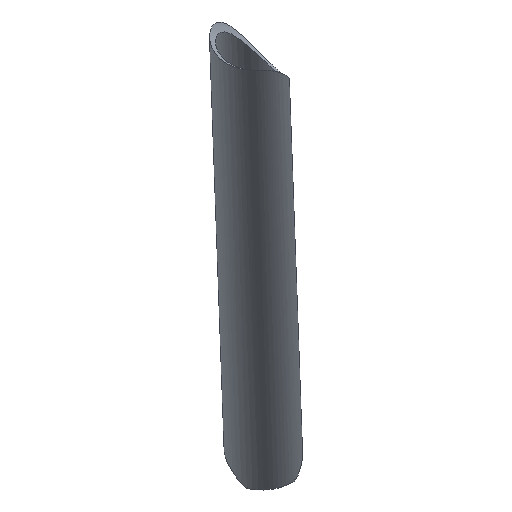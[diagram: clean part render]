
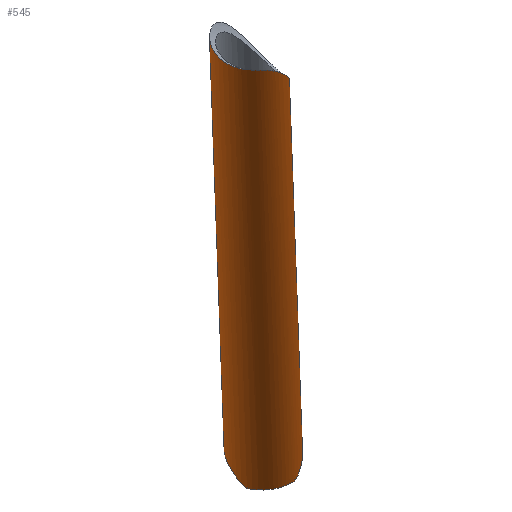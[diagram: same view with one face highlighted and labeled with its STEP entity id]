
A CAD part, top view. The second image highlights one B-rep face of the part: STEP entity #545.
In plain terms, the highlighted cylindrical face has radius 10 mm (diameter 20 mm), a partial arc.
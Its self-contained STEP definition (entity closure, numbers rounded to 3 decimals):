
#167=CARTESIAN_POINT('Vertex',(-1938.955,299.695,101.531)) ;
#171=CARTESIAN_POINT('Control Point',(-1938.955,299.695,101.531)) ;
#172=CARTESIAN_POINT('Control Point',(-1938.915,298.564,102.38)) ;
#173=CARTESIAN_POINT('Control Point',(-1938.623,297.378,103.144)) ;
#174=CARTESIAN_POINT('Control Point',(-1938.081,296.244,103.856)) ;
#175=CARTESIAN_POINT('Control Point',(-1936.619,294.279,105.096)) ;
#176=CARTESIAN_POINT('Control Point',(-1934.48,292.836,106.015)) ;
#177=CARTESIAN_POINT('Control Point',(-1933.337,292.292,106.361)) ;
#178=CARTESIAN_POINT('Control Point',(-1932.108,291.904,106.584)) ;
#179=CARTESIAN_POINT('Control Point',(-1930.846,291.646,106.638)) ;
#180=CARTESIAN_POINT('Vertex',(-1930.846,291.646,106.638)) ;
#221=CARTESIAN_POINT('Control Point',(-1930.846,291.646,106.638)) ;
#222=CARTESIAN_POINT('Control Point',(-1930.266,291.528,106.663)) ;
#223=CARTESIAN_POINT('Control Point',(-1929.678,291.437,106.653)) ;
#224=CARTESIAN_POINT('Control Point',(-1929.088,291.371,106.602)) ;
#225=CARTESIAN_POINT('Control Point',(-1927.848,291.278,106.4)) ;
#226=CARTESIAN_POINT('Control Point',(-1926.66,291.254,105.98)) ;
#227=CARTESIAN_POINT('Control Point',(-1926.058,291.253,105.693)) ;
#228=CARTESIAN_POINT('Control Point',(-1925.061,291.252,105.077)) ;
#229=CARTESIAN_POINT('Control Point',(-1924.189,291.233,104.296)) ;
#230=CARTESIAN_POINT('Control Point',(-1923.838,291.22,103.932)) ;
#231=CARTESIAN_POINT('Control Point',(-1922.641,291.147,102.525)) ;
#232=CARTESIAN_POINT('Control Point',(-1921.743,290.989,100.896)) ;
#233=CARTESIAN_POINT('Control Point',(-1921.208,290.835,99.672)) ;
#234=CARTESIAN_POINT('Control Point',(-1920.391,290.532,97.433)) ;
#235=CARTESIAN_POINT('Control Point',(-1919.783,290.205,95.132)) ;
#236=CARTESIAN_POINT('Control Point',(-1919.549,290.062,94.11)) ;
#237=CARTESIAN_POINT('Control Point',(-1919.079,289.741,91.735)) ;
#238=CARTESIAN_POINT('Control Point',(-1918.768,289.465,89.328)) ;
#239=CARTESIAN_POINT('Control Point',(-1918.642,289.332,87.957)) ;
#240=CARTESIAN_POINT('Control Point',(-1918.57,289.23,86.578)) ;
#241=CARTESIAN_POINT('Control Point',(-1918.568,289.179,85.196)) ;
#242=CARTESIAN_POINT('Vertex',(-1918.568,289.179,85.196)) ;
#321=CARTESIAN_POINT('Vertex',(-1935.229,194.914,-50.928)) ;
#324=CARTESIAN_POINT('Line Origine',(-1937.066,246.574,24.239)) ;
#329=CARTESIAN_POINT('Line Origine',(-1917.079,247.285,24.239)) ;
#333=CARTESIAN_POINT('Vertex',(-1915.195,194.311,-52.84)) ;
#461=CARTESIAN_POINT('Control Point',(-1929.404,184.733,-50.301)) ;
#462=CARTESIAN_POINT('Control Point',(-1930.092,185.33,-49.997)) ;
#463=CARTESIAN_POINT('Control Point',(-1930.751,185.979,-49.729)) ;
#464=CARTESIAN_POINT('Control Point',(-1931.384,186.673,-49.513)) ;
#465=CARTESIAN_POINT('Control Point',(-1932.46,187.998,-49.23)) ;
#466=CARTESIAN_POINT('Control Point',(-1933.395,189.448,-49.181)) ;
#467=CARTESIAN_POINT('Control Point',(-1933.776,190.112,-49.21)) ;
#468=CARTESIAN_POINT('Control Point',(-1934.46,191.485,-49.389)) ;
#469=CARTESIAN_POINT('Control Point',(-1934.933,192.887,-49.832)) ;
#470=CARTESIAN_POINT('Control Point',(-1935.107,193.591,-50.127)) ;
#471=CARTESIAN_POINT('Control Point',(-1935.207,194.272,-50.496)) ;
#472=CARTESIAN_POINT('Control Point',(-1935.229,194.914,-50.928)) ;
#473=CARTESIAN_POINT('Vertex',(-1929.404,184.733,-50.301)) ;
#504=CARTESIAN_POINT('Axis2P3D Location',(-1927.073,246.93,24.239)) ;
#510=CARTESIAN_POINT('Control Point',(-1929.404,184.733,-50.301)) ;
#511=CARTESIAN_POINT('Control Point',(-1928.547,184.549,-49.848)) ;
#512=CARTESIAN_POINT('Control Point',(-1927.627,184.414,-49.495)) ;
#513=CARTESIAN_POINT('Control Point',(-1926.661,184.337,-49.255)) ;
#514=CARTESIAN_POINT('Control Point',(-1924.945,184.315,-49.053)) ;
#515=CARTESIAN_POINT('Control Point',(-1923.241,184.485,-49.215)) ;
#516=CARTESIAN_POINT('Control Point',(-1922.532,184.592,-49.349)) ;
#517=CARTESIAN_POINT('Control Point',(-1920.752,184.954,-49.853)) ;
#518=CARTESIAN_POINT('Control Point',(-1919.166,185.522,-50.727)) ;
#519=CARTESIAN_POINT('Control Point',(-1918.295,185.941,-51.381)) ;
#520=CARTESIAN_POINT('Control Point',(-1917.539,186.416,-52.124)) ;
#521=CARTESIAN_POINT('Control Point',(-1916.906,186.957,-52.92)) ;
#522=CARTESIAN_POINT('Vertex',(-1916.906,186.957,-52.92)) ;
#526=CARTESIAN_POINT('Control Point',(-1916.906,186.957,-52.92)) ;
#527=CARTESIAN_POINT('Control Point',(-1916.578,187.524,-52.94)) ;
#528=CARTESIAN_POINT('Control Point',(-1916.302,188.124,-52.914)) ;
#529=CARTESIAN_POINT('Control Point',(-1916.065,188.734,-52.881)) ;
#530=CARTESIAN_POINT('Control Point',(-1915.594,190.189,-52.801)) ;
#531=CARTESIAN_POINT('Control Point',(-1915.309,191.694,-52.752)) ;
#532=CARTESIAN_POINT('Control Point',(-1915.204,192.565,-52.749)) ;
#533=CARTESIAN_POINT('Control Point',(-1915.164,193.44,-52.776)) ;
#534=CARTESIAN_POINT('Control Point',(-1915.195,194.311,-52.84)) ;
#325=DIRECTION('Vector Direction',(0.02,-0.566,-0.824)) ;
#330=DIRECTION('Vector Direction',(0.02,-0.566,-0.824)) ;
#505=DIRECTION('Axis2P3D Direction',(0.02,-0.566,-0.824)) ;
#506=DIRECTION('Axis2P3D XDirection',(0.999,0.036,0.)) ;
#507=AXIS2_PLACEMENT_3D('Cylinder Axis2P3D',#504,#505,#506) ;
#537=ORIENTED_EDGE('',*,*,#524,.T.) ;
#538=ORIENTED_EDGE('',*,*,#535,.T.) ;
#539=ORIENTED_EDGE('',*,*,#335,.T.) ;
#540=ORIENTED_EDGE('',*,*,#244,.F.) ;
#541=ORIENTED_EDGE('',*,*,#182,.F.) ;
#542=ORIENTED_EDGE('',*,*,#328,.F.) ;
#543=ORIENTED_EDGE('',*,*,#475,.F.) ;
#326=VECTOR('Line Direction',#325,1.) ;
#331=VECTOR('Line Direction',#330,1.) ;
#545=ADVANCED_FACE('Corps principal',(#544),#508,.T.) ;
#170=B_SPLINE_CURVE_WITH_KNOTS('',5,(#171,#172,#173,#174,#175,#176,#177,#178,#179),.UNSPECIFIED.,.F.,.U.,(6,3,6),(0.,10.004,19.123),.UNSPECIFIED.) ;
#220=B_SPLINE_CURVE_WITH_KNOTS('',5,(#221,#222,#223,#224,#225,#226,#227,#228,#229,#230,#231,#232,#233,#234,#235,#236,#237,#238,#239,#240,#241),.UNSPECIFIED.,.F.,.U.,(6,3,3,3,3,3,6),(0.,4.191,8.874,12.44,21.926,29.412,39.187),.UNSPECIFIED.) ;
#460=B_SPLINE_CURVE_WITH_KNOTS('',5,(#461,#462,#463,#464,#465,#466,#467,#468,#469,#470,#471,#472),.UNSPECIFIED.,.F.,.U.,(6,3,3,6),(4.577,11.368,16.749,22.223),.UNSPECIFIED.) ;
#509=B_SPLINE_CURVE_WITH_KNOTS('',5,(#510,#511,#512,#513,#514,#515,#516,#517,#518,#519,#520,#521),.UNSPECIFIED.,.F.,.U.,(6,3,3,6),(13.789,20.765,25.889,34.034),.UNSPECIFIED.) ;
#525=B_SPLINE_CURVE_WITH_KNOTS('',5,(#526,#527,#528,#529,#530,#531,#532,#533,#534),.UNSPECIFIED.,.F.,.U.,(6,3,6),(5.174,9.81,15.985),.UNSPECIFIED.) ;
#508=CYLINDRICAL_SURFACE('generated cylinder',#507,10.) ;
#182=EDGE_CURVE('',#168,#181,#170,.T.) ;
#244=EDGE_CURVE('',#181,#243,#220,.T.) ;
#328=EDGE_CURVE('',#322,#168,#327,.F.) ;
#335=EDGE_CURVE('',#334,#243,#332,.F.) ;
#475=EDGE_CURVE('',#474,#322,#460,.T.) ;
#524=EDGE_CURVE('',#474,#523,#509,.T.) ;
#535=EDGE_CURVE('',#523,#334,#525,.T.) ;
#536=EDGE_LOOP('',(#537,#538,#539,#540,#541,#542,#543)) ;
#544=FACE_OUTER_BOUND('',#536,.T.) ;
#327=LINE('Line',#324,#326) ;
#332=LINE('Line',#329,#331) ;
#168=VERTEX_POINT('',#167) ;
#181=VERTEX_POINT('',#180) ;
#243=VERTEX_POINT('',#242) ;
#322=VERTEX_POINT('',#321) ;
#334=VERTEX_POINT('',#333) ;
#474=VERTEX_POINT('',#473) ;
#523=VERTEX_POINT('',#522) ;
